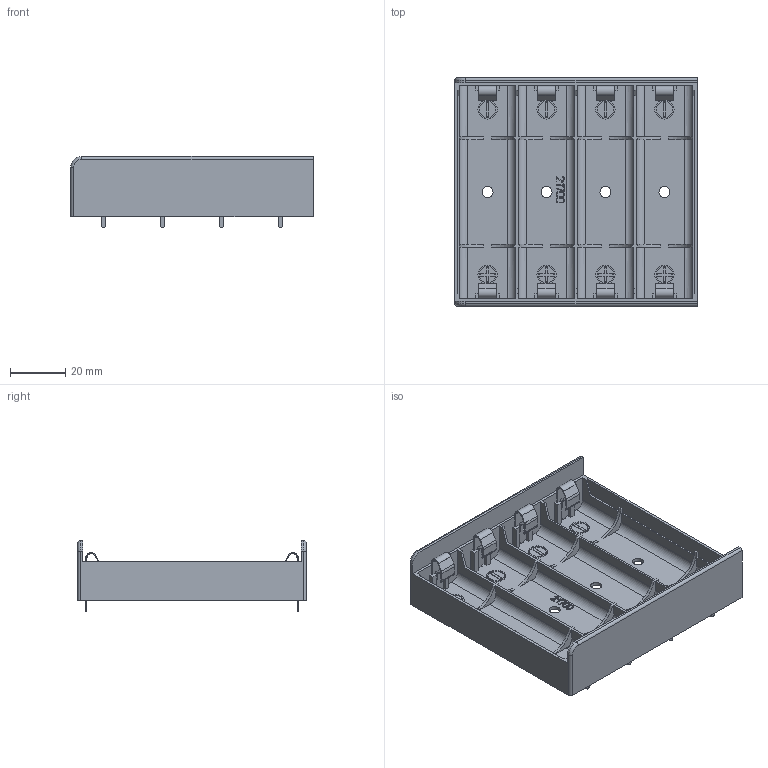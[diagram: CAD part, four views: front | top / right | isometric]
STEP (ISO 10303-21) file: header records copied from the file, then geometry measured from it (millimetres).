
FILE_DESCRIPTION(('STEP AP214'), '1');
FILE_NAME('Hold_21700-4p', '2022-08-28T12:00:52', ('nini'), (''), 'C3D Converter', 'C3D Toolkit', '');
FILE_SCHEMA(('AUTOMOTIVE_DESIGN { 1 0 10303 214 3 1 1}'));
Length unit declared in the file: millimetre
Assembly tree (9 placements, depth 2):
  (unnamed)
    (unnamed)  x8
    (unnamed)
Bounding box: 88 x 83 x 25.8 mm (x, y, z)
Volume: 23780.3 mm3; surface area: 33454.2 mm2
Topology: 9 solids, 9 shells, 874 faces, 2276 edges, 1452 vertices
Faces by surface type: plane 650, cylinder 146, extrusion 76, torus 2
Full cylindrical faces by diameter (mm): 4 x4, 6 x8, 7 x8
Entity records: 17720 total; most frequent: CARTESIAN_POINT 3522, ORIENTED_EDGE 3000, DIRECTION 2554, EDGE_CURVE 1500, VECTOR 1266, LINE 1190, VERTEX_POINT 1004, AXIS2_PLACEMENT_3D 644
